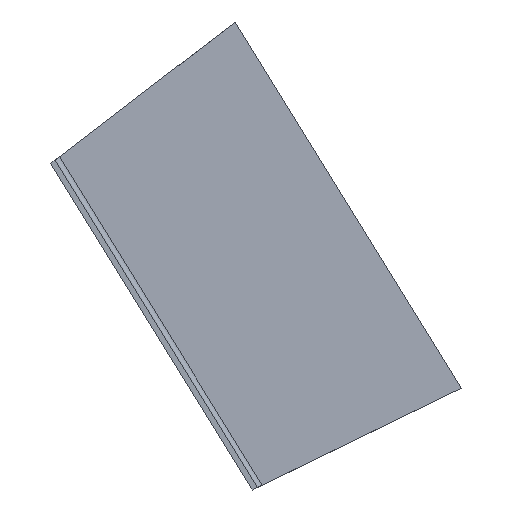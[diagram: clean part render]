
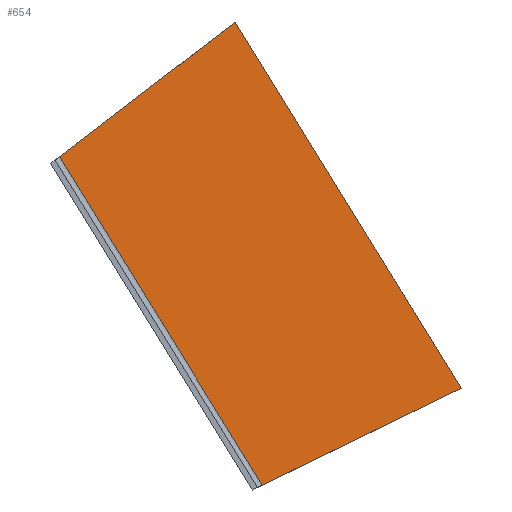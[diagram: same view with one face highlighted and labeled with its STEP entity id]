
A CAD part, front view. The second image highlights one B-rep face of the part: STEP entity #654.
In plain terms, the highlighted planar face has unit normal (0.058, -0.998, 0).
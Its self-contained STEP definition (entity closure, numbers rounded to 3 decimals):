
#43 = PLANE('',#44);
#44 = AXIS2_PLACEMENT_3D('',#45,#46,#47);
#45 = CARTESIAN_POINT('',(1273.766,0.,-2617.173));
#46 = DIRECTION('',(0.438,0.,-0.899));
#47 = DIRECTION('',(0.,-1.,0.));
#69 = PLANE('',#70);
#70 = AXIS2_PLACEMENT_3D('',#71,#72,#73);
#71 = CARTESIAN_POINT('',(10457.485,0.,6463.149));
#72 = DIRECTION('',(0.851,0.,0.526));
#73 = DIRECTION('',(0.,-1.,0.));
#95 = PLANE('',#96);
#96 = AXIS2_PLACEMENT_3D('',#97,#98,#99);
#97 = CARTESIAN_POINT('',(2185.894,0.,-2850.41));
#98 = DIRECTION('',(0.609,0.,-0.794));
#99 = DIRECTION('',(0.,-1.,0.));
#137 = VERTEX_POINT('',#138);
#138 = CARTESIAN_POINT('',(12648.117,640.7,
    2918.67));
#159 = EDGE_CURVE('',#160,#137,#162,.T.);
#160 = VERTEX_POINT('',#161);
#161 = CARTESIAN_POINT('',(11815.654,592.214,
    2513.514));
#162 = SURFACE_CURVE('',#163,(#167,#173),.PCURVE_S1.);
#163 = LINE('',#164,#165);
#164 = CARTESIAN_POINT('',(1274.789,-21.721,
    -2616.675));
#165 = VECTOR('',#166,1.);
#166 = DIRECTION('',(0.898,0.052,0.437));
#167 = PCURVE('',#43,#168);
#168 = DEFINITIONAL_REPRESENTATION('',(#169),#172);
#169 = B_SPLINE_CURVE_WITH_KNOTS('',1,(#170,#171),.UNSPECIFIED.,.F.,.F.,
  (2,2),(-12016445.667,12016443.389),
  .PIECEWISE_BEZIER_KNOTS.);
#170 = CARTESIAN_POINT('',(628463.575,12000000.));
#171 = CARTESIAN_POINT('',(-628420.014,-12000000.));
#172 = ( GEOMETRIC_REPRESENTATION_CONTEXT(2) 
PARAMETRIC_REPRESENTATION_CONTEXT() REPRESENTATION_CONTEXT('2D SPACE',''
  ) );
#173 = PCURVE('',#174,#179);
#174 = PLANE('',#175);
#175 = AXIS2_PLACEMENT_3D('',#176,#177,#178);
#176 = CARTESIAN_POINT('',(5.571,-95.645,0.));
#177 = DIRECTION('',(0.058,-0.998,0.));
#178 = DIRECTION('',(0.,0.,-1.));
#179 = DEFINITIONAL_REPRESENTATION('',(#180),#183);
#180 = B_SPLINE_CURVE_WITH_KNOTS('',1,(#181,#182),.UNSPECIFIED.,.F.,.F.,
  (2,2),(-12016445.667,12016443.389),
  .PIECEWISE_BEZIER_KNOTS.);
#181 = CARTESIAN_POINT('',(5254027.331,-10806950.159));
#182 = CARTESIAN_POINT('',(-5248792.985,10809490.847));
#183 = ( GEOMETRIC_REPRESENTATION_CONTEXT(2) 
PARAMETRIC_REPRESENTATION_CONTEXT() REPRESENTATION_CONTEXT('2D SPACE',''
  ) );
#202 = CYLINDRICAL_SURFACE('',#203,23.);
#203 = AXIS2_PLACEMENT_3D('',#204,#205,#206);
#204 = CARTESIAN_POINT('',(10972.624,520.074,
    3879.716));
#205 = DIRECTION('',(0.525,0.031,-0.85));
#206 = DIRECTION('',(-0.058,0.998,
    0.));
#389 = VERTEX_POINT('',#390);
#390 = CARTESIAN_POINT('',(11702.962,585.651,
    4447.947));
#411 = EDGE_CURVE('',#137,#389,#412,.T.);
#412 = SURFACE_CURVE('',#413,(#417,#423),.PCURVE_S1.);
#413 = LINE('',#414,#415);
#414 = CARTESIAN_POINT('',(10449.233,512.629,
    6476.502));
#415 = VECTOR('',#416,1.);
#416 = DIRECTION('',(-0.525,-0.031,0.85)
  );
#417 = PCURVE('',#69,#418);
#418 = DEFINITIONAL_REPRESENTATION('',(#419),#422);
#419 = B_SPLINE_CURVE_WITH_KNOTS('',1,(#420,#421),.UNSPECIFIED.,.F.,.F.,
  (2,2),(-12005640.101,12005608.692),
  .PIECEWISE_BEZIER_KNOTS.);
#420 = CARTESIAN_POINT('',(-367959.917,12000000.));
#421 = CARTESIAN_POINT('',(366933.697,-12000000.));
#422 = ( GEOMETRIC_REPRESENTATION_CONTEXT(2) 
PARAMETRIC_REPRESENTATION_CONTEXT() REPRESENTATION_CONTEXT('2D SPACE',''
  ) );
#423 = PCURVE('',#174,#424);
#424 = DEFINITIONAL_REPRESENTATION('',(#425),#428);
#425 = B_SPLINE_CURVE_WITH_KNOTS('',1,(#426,#427),.UNSPECIFIED.,.F.,.F.,
  (2,2),(-12005640.101,12005608.692),
  .PIECEWISE_BEZIER_KNOTS.);
#426 = CARTESIAN_POINT('',(10201316.83,6329982.667));
#427 = CARTESIAN_POINT('',(-10214243.129,-6309043.411));
#428 = ( GEOMETRIC_REPRESENTATION_CONTEXT(2) 
PARAMETRIC_REPRESENTATION_CONTEXT() REPRESENTATION_CONTEXT('2D SPACE',''
  ) );
#437 = EDGE_CURVE('',#438,#389,#440,.T.);
#438 = VERTEX_POINT('',#439);
#439 = CARTESIAN_POINT('',(10968.296,542.861,
    3884.554));
#440 = SURFACE_CURVE('',#441,(#445,#451),.PCURVE_S1.);
#441 = LINE('',#442,#443);
#442 = CARTESIAN_POINT('',(2184.747,31.278,
    -2851.289));
#443 = VECTOR('',#444,1.);
#444 = DIRECTION('',(0.793,0.046,0.608));
#445 = PCURVE('',#95,#446);
#446 = DEFINITIONAL_REPRESENTATION('',(#447),#450);
#447 = B_SPLINE_CURVE_WITH_KNOTS('',1,(#448,#449),.UNSPECIFIED.,.F.,.F.,
  (2,2),(-12012808.191,12012811.085),
  .PIECEWISE_BEZIER_KNOTS.);
#448 = CARTESIAN_POINT('',(554581.497,12000000.));
#449 = CARTESIAN_POINT('',(-554644.187,-12000000.));
#450 = ( GEOMETRIC_REPRESENTATION_CONTEXT(2) 
PARAMETRIC_REPRESENTATION_CONTEXT() REPRESENTATION_CONTEXT('2D SPACE',''
  ) );
#451 = PCURVE('',#174,#452);
#452 = DEFINITIONAL_REPRESENTATION('',(#453),#456);
#453 = B_SPLINE_CURVE_WITH_KNOTS('',1,(#454,#455),.UNSPECIFIED.,.F.,.F.,
  (2,2),(-12012808.191,12012811.085),
  .PIECEWISE_BEZIER_KNOTS.);
#454 = CARTESIAN_POINT('',(7305250.228,-9536293.443));
#455 = CARTESIAN_POINT('',(-7299549.409,9540661.481));
#456 = ( GEOMETRIC_REPRESENTATION_CONTEXT(2) 
PARAMETRIC_REPRESENTATION_CONTEXT() REPRESENTATION_CONTEXT('2D SPACE',''
  ) );
#634 = EDGE_CURVE('',#438,#160,#635,.T.);
#635 = SURFACE_CURVE('',#636,(#640,#647),.PCURVE_S1.);
#636 = LINE('',#637,#638);
#637 = CARTESIAN_POINT('',(10971.286,543.035,
    3879.716));
#638 = VECTOR('',#639,1.);
#639 = DIRECTION('',(0.525,0.031,-0.85));
#640 = PCURVE('',#202,#641);
#641 = DEFINITIONAL_REPRESENTATION('',(#642),#646);
#642 = LINE('',#643,#644);
#643 = CARTESIAN_POINT('',(-0.,0.));
#644 = VECTOR('',#645,1.);
#645 = DIRECTION('',(-0.,1.));
#646 = ( GEOMETRIC_REPRESENTATION_CONTEXT(2) 
PARAMETRIC_REPRESENTATION_CONTEXT() REPRESENTATION_CONTEXT('2D SPACE',''
  ) );
#647 = PCURVE('',#174,#648);
#648 = DEFINITIONAL_REPRESENTATION('',(#649),#653);
#649 = LINE('',#650,#651);
#650 = CARTESIAN_POINT('',(-3879.716,10984.299));
#651 = VECTOR('',#652,1.);
#652 = DIRECTION('',(0.85,0.526));
#653 = ( GEOMETRIC_REPRESENTATION_CONTEXT(2) 
PARAMETRIC_REPRESENTATION_CONTEXT() REPRESENTATION_CONTEXT('2D SPACE',''
  ) );
#654 = ADVANCED_FACE('',(#655),#174,.T.);
#655 = FACE_BOUND('',#656,.T.);
#656 = EDGE_LOOP('',(#657,#658,#659,#660));
#657 = ORIENTED_EDGE('',*,*,#159,.T.);
#658 = ORIENTED_EDGE('',*,*,#411,.T.);
#659 = ORIENTED_EDGE('',*,*,#437,.F.);
#660 = ORIENTED_EDGE('',*,*,#634,.T.);
